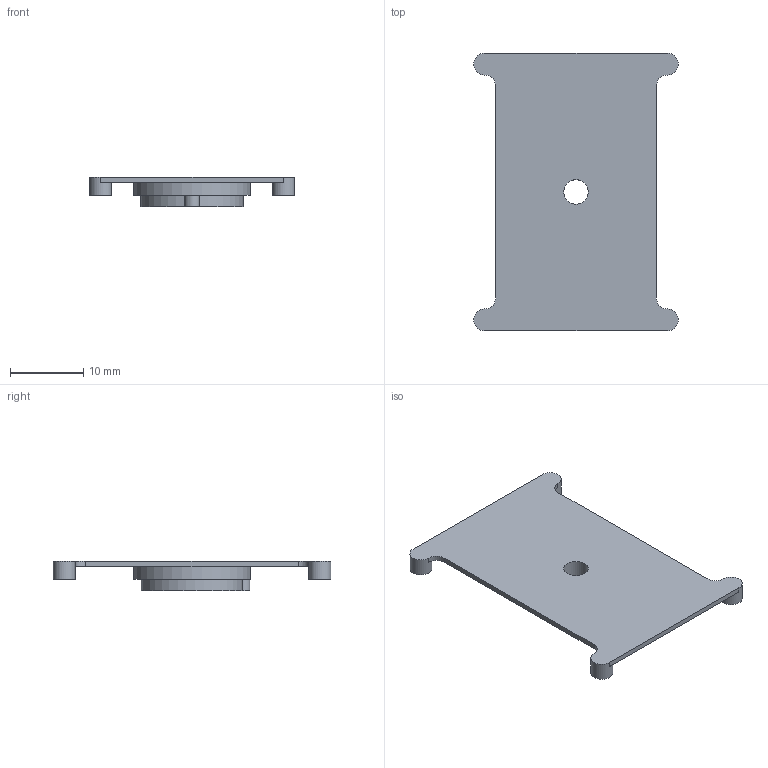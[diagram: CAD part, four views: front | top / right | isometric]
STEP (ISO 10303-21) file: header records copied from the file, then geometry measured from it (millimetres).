
FILE_DESCRIPTION(/* description */ (''),/* implementation_level */ '2;1');
FILE_NAME(/* name */ 'cam87-circle cold_plate_top.step',/* time_stamp */ '2023-11-25T22:58:24+01:00',/* author */ (''),/* organization */ (''),/* preprocessor_version */ 'ST-DEVELOPER v20',/* originating_system */ 'Autodesk Translation Framework v12.14.0.127',/* authorisation */ '');
FILE_SCHEMA (('AUTOMOTIVE_DESIGN { 1 0 10303 214 3 1 1 }'));
Length unit declared in the file: millimetre
Products named in the file (2): cam87-circle; Corps froid
Assembly tree (1 placements, depth 2):
  cam87-circle
    Corps froid
Bounding box: 28 x 38 x 4.1 mm (x, y, z)
Volume: 1234.7 mm3; surface area: 2091.4 mm2
Topology: 1 solids, 1 shells, 24 faces, 57 edges, 37 vertices
Faces by surface type: plane 12, cylinder 12
Full cylindrical faces by diameter (mm): 3 x4, 3.332 x1, 16 x1
Entity records: 777 total; most frequent: DIRECTION 140, CARTESIAN_POINT 121, ORIENTED_EDGE 114, EDGE_CURVE 57, AXIS2_PLACEMENT_3D 56, VERTEX_POINT 37, CIRCLE 29, LINE 28
